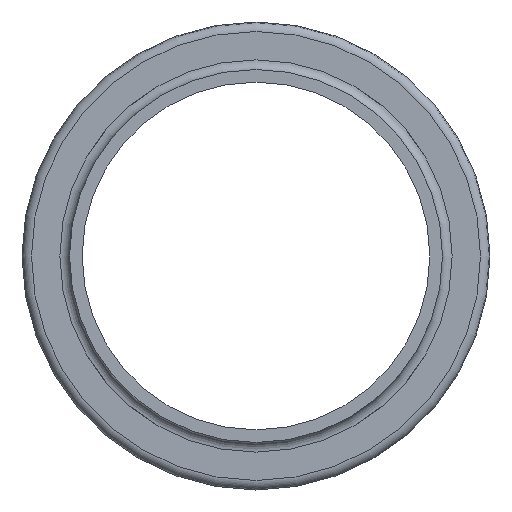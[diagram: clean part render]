
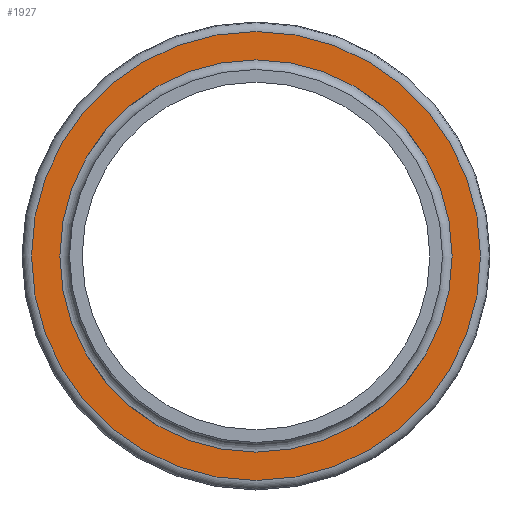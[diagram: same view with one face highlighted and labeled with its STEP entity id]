
A CAD part, front view. The second image highlights one B-rep face of the part: STEP entity #1927.
In plain terms, the highlighted planar face has unit normal (0, -1, 0).
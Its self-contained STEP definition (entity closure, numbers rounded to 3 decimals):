
#275=FACE_BOUND('',#796,.T.);
#449=FACE_OUTER_BOUND('',#795,.T.);
#795=EDGE_LOOP('',(#1665));
#796=EDGE_LOOP('',(#1666));
#971=CIRCLE('',#2275,46.467);
#972=CIRCLE('',#2277,53.2);
#1145=VERTEX_POINT('',#3494);
#1146=VERTEX_POINT('',#3497);
#1319=EDGE_CURVE('',#1145,#1145,#971,.T.);
#1320=EDGE_CURVE('',#1146,#1146,#972,.T.);
#1665=ORIENTED_EDGE('',*,*,#1320,.F.);
#1666=ORIENTED_EDGE('',*,*,#1319,.T.);
#1754=PLANE('',#2276);
#1927=ADVANCED_FACE('',(#449,#275),#1754,.T.);
#2275=AXIS2_PLACEMENT_3D('',#3495,#2969,#2970);
#2276=AXIS2_PLACEMENT_3D('',#3496,#2971,#2972);
#2277=AXIS2_PLACEMENT_3D('',#3498,#2973,#2974);
#2969=DIRECTION('center_axis',(0.,1.,0.));
#2970=DIRECTION('ref_axis',(1.,0.,0.));
#2971=DIRECTION('center_axis',(0.,-1.,0.));
#2972=DIRECTION('ref_axis',(0.,0.,-1.));
#2973=DIRECTION('center_axis',(0.,1.,0.));
#2974=DIRECTION('ref_axis',(1.,0.,0.));
#3494=CARTESIAN_POINT('',(-46.467,120.275,0.));
#3495=CARTESIAN_POINT('Origin',(0.,120.275,0.));
#3496=CARTESIAN_POINT('Origin',(-53.2,120.275,0.));
#3497=CARTESIAN_POINT('',(-53.2,120.275,0.));
#3498=CARTESIAN_POINT('Origin',(0.,120.275,0.));
